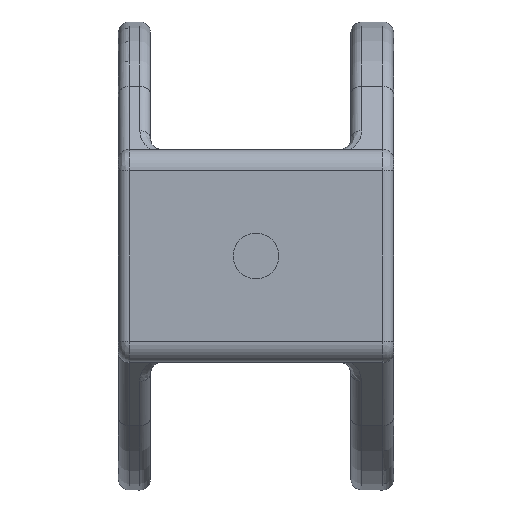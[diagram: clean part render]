
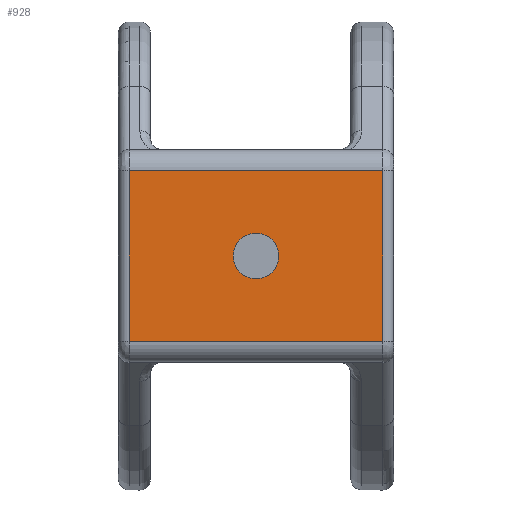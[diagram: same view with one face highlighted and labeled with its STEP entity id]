
A CAD part, front view. The second image highlights one B-rep face of the part: STEP entity #928.
In plain terms, the highlighted planar face has unit normal (0, -1, 0).
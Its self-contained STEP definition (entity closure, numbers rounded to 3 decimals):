
#70=FACE_BOUND('',#161,.T.);
#73=PLANE('',#1018);
#95=FACE_OUTER_BOUND('',#160,.T.);
#160=EDGE_LOOP('',(#638,#639,#640,#641));
#161=EDGE_LOOP('',(#642));
#224=LINE('',#1466,#281);
#230=LINE('',#1485,#287);
#231=LINE('',#1489,#288);
#232=LINE('',#1490,#289);
#281=VECTOR('',#1150,10.);
#287=VECTOR('',#1166,10.);
#288=VECTOR('',#1171,10.);
#289=VECTOR('',#1172,10.);
#335=CIRCLE('',#1002,2.15);
#385=VERTEX_POINT('',#1423);
#386=VERTEX_POINT('',#1435);
#391=VERTEX_POINT('',#1453);
#403=VERTEX_POINT('',#1484);
#404=VERTEX_POINT('',#1488);
#466=EDGE_CURVE('',#385,#385,#335,.T.);
#478=EDGE_CURVE('',#391,#386,#224,.T.);
#487=EDGE_CURVE('',#386,#403,#230,.T.);
#489=EDGE_CURVE('',#404,#391,#231,.T.);
#490=EDGE_CURVE('',#403,#404,#232,.T.);
#638=ORIENTED_EDGE('',*,*,#478,.F.);
#639=ORIENTED_EDGE('',*,*,#489,.F.);
#640=ORIENTED_EDGE('',*,*,#490,.F.);
#641=ORIENTED_EDGE('',*,*,#487,.F.);
#642=ORIENTED_EDGE('',*,*,#466,.T.);
#928=ADVANCED_FACE('',(#95,#70),#73,.F.);
#1002=AXIS2_PLACEMENT_3D('',#1425,#1127,#1128);
#1018=AXIS2_PLACEMENT_3D('',#1487,#1169,#1170);
#1127=DIRECTION('center_axis',(0.,1.,0.));
#1128=DIRECTION('ref_axis',(1.,0.,0.));
#1150=DIRECTION('',(-1.,0.,0.));
#1166=DIRECTION('',(0.,0.,1.));
#1169=DIRECTION('center_axis',(0.,1.,0.));
#1170=DIRECTION('ref_axis',(1.,0.,0.));
#1171=DIRECTION('',(0.,0.,-1.));
#1172=DIRECTION('',(1.,0.,0.));
#1423=CARTESIAN_POINT('',(10.75,-2.,-10.));
#1425=CARTESIAN_POINT('Origin',(12.9,-2.,-10.));
#1435=CARTESIAN_POINT('',(1.,-2.,-18.));
#1453=CARTESIAN_POINT('',(24.8,-2.,-18.));
#1466=CARTESIAN_POINT('',(19.35,-2.,-18.));
#1484=CARTESIAN_POINT('',(1.,-2.,-2.));
#1485=CARTESIAN_POINT('',(1.,-2.,-15.));
#1487=CARTESIAN_POINT('Origin',(12.9,-2.,-10.));
#1488=CARTESIAN_POINT('',(24.8,-2.,-2.));
#1489=CARTESIAN_POINT('',(24.8,-2.,-5.));
#1490=CARTESIAN_POINT('',(6.45,-2.,-2.));
